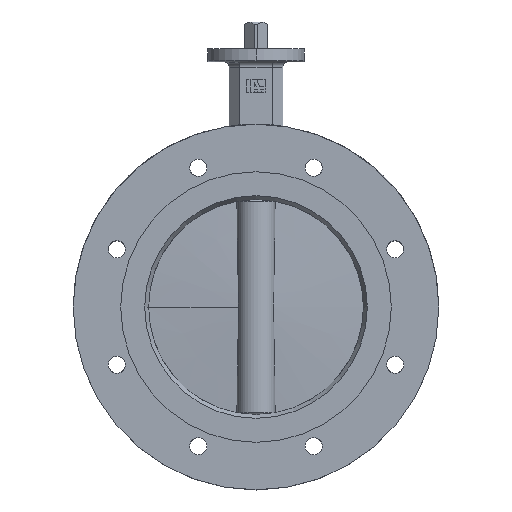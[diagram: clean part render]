
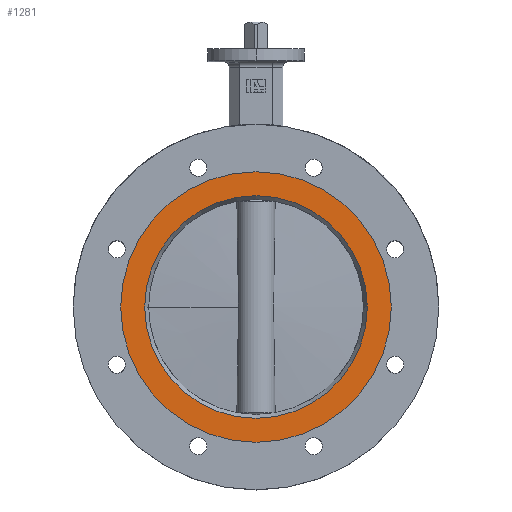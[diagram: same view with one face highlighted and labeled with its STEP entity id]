
A CAD part, top view. The second image highlights one B-rep face of the part: STEP entity #1281.
In plain terms, the highlighted planar face has unit normal (0, 0, 1).
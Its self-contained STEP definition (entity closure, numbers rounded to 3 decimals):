
#20 = FACE_BOUND ( 'NONE', #2373, .T. ) ;
#37 = FACE_OUTER_BOUND ( 'NONE', #2370, .T. ) ;
#999 = CIRCLE ( 'NONE', #3737, 125.75 ) ;
#1000 = CIRCLE ( 'NONE', #3738, 103.464 ) ;
#1006 = CIRCLE ( 'NONE', #3740, 125.75 ) ;
#1011 = CIRCLE ( 'NONE', #3741, 103.464 ) ;
#1281 = ADVANCED_FACE ( 'NONE', ( #20, #37 ), #1934, .T. ) ;
#1641 = VERTEX_POINT ( 'NONE', #2422 ) ;
#1711 = VERTEX_POINT ( 'NONE', #2989 ) ;
#1712 = VERTEX_POINT ( 'NONE', #2991 ) ;
#1734 = VERTEX_POINT ( 'NONE', #3015 ) ;
#1928 = DIRECTION ( 'NONE',  ( 1., 0., 0. ) ) ;
#1934 = PLANE ( 'NONE',  #3517 ) ;
#1940 = CARTESIAN_POINT ( 'NONE',  ( 0., 0., 30. ) ) ;
#1941 = DIRECTION ( 'NONE',  ( 0., 0., 1. ) ) ;
#2370 = EDGE_LOOP ( 'NONE', ( #2568, #2566 ) ) ;
#2373 = EDGE_LOOP ( 'NONE', ( #2626, #2604 ) ) ;
#2422 = CARTESIAN_POINT ( 'NONE',  ( 103.464, 0., 30. ) ) ;
#2566 = ORIENTED_EDGE ( 'NONE', *, *, #5829, .T. ) ;
#2568 = ORIENTED_EDGE ( 'NONE', *, *, #5824, .T. ) ;
#2604 = ORIENTED_EDGE ( 'NONE', *, *, #5825, .T. ) ;
#2626 = ORIENTED_EDGE ( 'NONE', *, *, #5833, .T. ) ;
#2989 = CARTESIAN_POINT ( 'NONE',  ( -103.464, 0., 30. ) ) ;
#2991 = CARTESIAN_POINT ( 'NONE',  ( -125.75, 0., 30. ) ) ;
#3015 = CARTESIAN_POINT ( 'NONE',  ( 125.75, 0., 30. ) ) ;
#3517 = AXIS2_PLACEMENT_3D ( 'NONE', #1940, #1941, #1928 ) ;
#3737 = AXIS2_PLACEMENT_3D ( 'NONE', #4768, #4769, #4770 ) ;
#3738 = AXIS2_PLACEMENT_3D ( 'NONE', #4772, #4773, #4774 ) ;
#3740 = AXIS2_PLACEMENT_3D ( 'NONE', #4782, #4783, #4784 ) ;
#3741 = AXIS2_PLACEMENT_3D ( 'NONE', #4791, #4792, #4793 ) ;
#4768 = CARTESIAN_POINT ( 'NONE',  ( 0., 0., 30. ) ) ;
#4769 = DIRECTION ( 'NONE',  ( 0., 0., 1. ) ) ;
#4770 = DIRECTION ( 'NONE',  ( 1., 0., 0. ) ) ;
#4772 = CARTESIAN_POINT ( 'NONE',  ( 0., 0., 30. ) ) ;
#4773 = DIRECTION ( 'NONE',  ( 0., 0., -1. ) ) ;
#4774 = DIRECTION ( 'NONE',  ( 1., 0., 0. ) ) ;
#4782 = CARTESIAN_POINT ( 'NONE',  ( 0., 0., 30. ) ) ;
#4783 = DIRECTION ( 'NONE',  ( 0., 0., 1. ) ) ;
#4784 = DIRECTION ( 'NONE',  ( 1., 0., 0. ) ) ;
#4791 = CARTESIAN_POINT ( 'NONE',  ( 0., 0., 30. ) ) ;
#4792 = DIRECTION ( 'NONE',  ( 0., 0., -1. ) ) ;
#4793 = DIRECTION ( 'NONE',  ( 1., 0., 0. ) ) ;
#5824 = EDGE_CURVE ( 'NONE', #1712, #1734, #999, .T. ) ;
#5825 = EDGE_CURVE ( 'NONE', #1711, #1641, #1000, .T. ) ;
#5829 = EDGE_CURVE ( 'NONE', #1734, #1712, #1006, .T. ) ;
#5833 = EDGE_CURVE ( 'NONE', #1641, #1711, #1011, .T. ) ;
